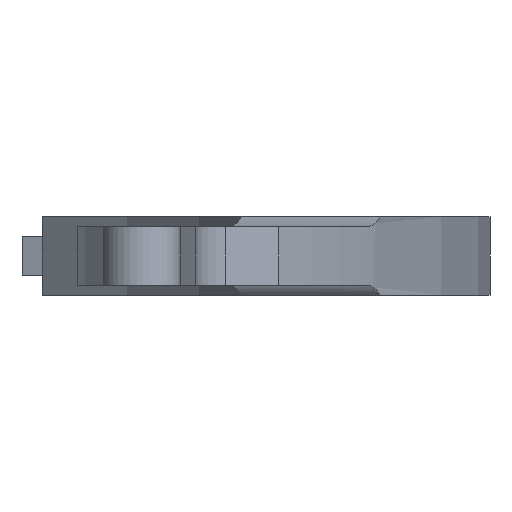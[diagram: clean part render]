
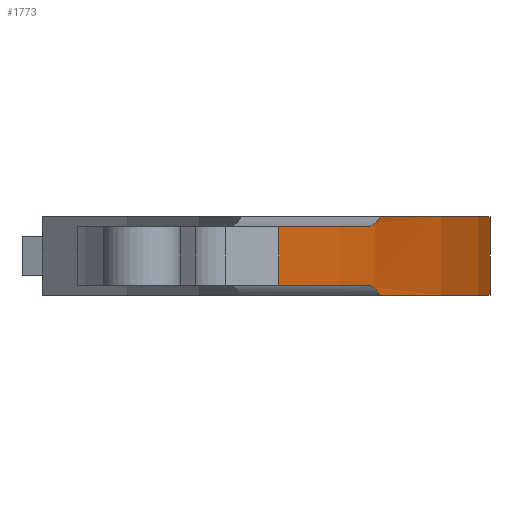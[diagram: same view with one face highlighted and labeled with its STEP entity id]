
A CAD part, front view. The second image highlights one B-rep face of the part: STEP entity #1773.
In plain terms, the highlighted cylindrical face has radius 152.4 mm (diameter 304.8 mm), a partial arc.
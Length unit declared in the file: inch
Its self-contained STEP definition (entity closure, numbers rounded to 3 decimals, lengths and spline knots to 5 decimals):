
#13 = CARTESIAN_POINT ( 'NONE',  ( 5.29829, -2.81569, -0.25 ) ) ;
#14 = EDGE_CURVE ( 'NONE', #2104, #641, #329, .T. ) ;
#29 = B_SPLINE_CURVE_WITH_KNOTS ( 'NONE', 3,
 ( #550, #351, #1328, #1695, #668, #1186, #1684, #853, #1491, #2040 ),
 .UNSPECIFIED., .F., .F.,
 ( 4, 2, 2, 2, 4 ),
 ( 0., 0.00114, 0.00228, 0.00342, 0.00457 ),
 .UNSPECIFIED. ) ;
#41 = CARTESIAN_POINT ( 'NONE',  ( 5.23351, -2.93438, -0.18887 ) ) ;
#94 = AXIS2_PLACEMENT_3D ( 'NONE', #212, #844, #1685 ) ;
#131 = VERTEX_POINT ( 'NONE', #590 ) ;
#147 = CARTESIAN_POINT ( 'NONE',  ( 5.21868, -2.96064, -0.1875 ) ) ;
#170 = EDGE_CURVE ( 'NONE', #757, #1976, #698, .T. ) ;
#212 = CARTESIAN_POINT ( 'NONE',  ( 0., 0., 0.25 ) ) ;
#329 = LINE ( 'NONE', #989, #832 ) ;
#334 = EDGE_CURVE ( 'NONE', #131, #2065, #29, .T. ) ;
#343 = EDGE_LOOP ( 'NONE', ( #592, #538, #1785, #857, #1116, #475, #1194, #1203 ) ) ;
#350 = AXIS2_PLACEMENT_3D ( 'NONE', #1760, #1257, #1582 ) ;
#351 = CARTESIAN_POINT ( 'NONE',  ( 5.29295, -2.82575, 0.23995 ) ) ;
#441 = EDGE_CURVE ( 'NONE', #757, #1714, #1078, .T. ) ;
#472 = CARTESIAN_POINT ( 'NONE',  ( 0., 0., -0.25 ) ) ;
#475 = ORIENTED_EDGE ( 'NONE', *, *, #170, .F. ) ;
#481 = DIRECTION ( 'NONE',  ( 1., 0., 0. ) ) ;
#538 = ORIENTED_EDGE ( 'NONE', *, *, #14, .T. ) ;
#550 = CARTESIAN_POINT ( 'NONE',  ( 5.29829, -2.81569, 0.25 ) ) ;
#590 = CARTESIAN_POINT ( 'NONE',  ( 5.29829, -2.81569, 0.25 ) ) ;
#592 = ORIENTED_EDGE ( 'NONE', *, *, #1303, .T. ) ;
#603 = CIRCLE ( 'NONE', #1313, 6. ) ;
#641 = VERTEX_POINT ( 'NONE', #846 ) ;
#646 = CARTESIAN_POINT ( 'NONE',  ( 5.27497, -2.85917, -0.21554 ) ) ;
#648 = EDGE_CURVE ( 'NONE', #1714, #815, #930, .T. ) ;
#668 = CARTESIAN_POINT ( 'NONE',  ( 5.26854, -2.87101, 0.209 ) ) ;
#672 = CARTESIAN_POINT ( 'NONE',  ( 5.21868, -2.96064, -0.1875 ) ) ;
#692 = FACE_OUTER_BOUND ( 'NONE', #343, .T. ) ;
#698 = LINE ( 'NONE', #1704, #943 ) ;
#752 = DIRECTION ( 'NONE',  ( 0., 0., 1. ) ) ;
#757 = VERTEX_POINT ( 'NONE', #1430 ) ;
#758 = DIRECTION ( 'NONE',  ( 0., 0., 1. ) ) ;
#765 = CARTESIAN_POINT ( 'NONE',  ( 0., 0., -0.1875 ) ) ;
#815 = VERTEX_POINT ( 'NONE', #13 ) ;
#832 = VECTOR ( 'NONE', #1336, 39.37008 ) ;
#844 = DIRECTION ( 'NONE',  ( 0., 0., 1. ) ) ;
#846 = CARTESIAN_POINT ( 'NONE',  ( 6., 0., 0.25 ) ) ;
#853 = CARTESIAN_POINT ( 'NONE',  ( 5.23359, -2.93425, 0.18889 ) ) ;
#857 = ORIENTED_EDGE ( 'NONE', *, *, #334, .T. ) ;
#930 = B_SPLINE_CURVE_WITH_KNOTS ( 'NONE', 3,
 ( #672, #1485, #41, #1815, #1342, #1644, #646, #1176, #1848, #1150 ),
 .UNSPECIFIED., .F., .F.,
 ( 4, 2, 2, 2, 4 ),
 ( 0., 0.00114, 0.00228, 0.00342, 0.00457 ),
 .UNSPECIFIED. ) ;
#943 = VECTOR ( 'NONE', #2070, 39.37008 ) ;
#989 = CARTESIAN_POINT ( 'NONE',  ( 6., 0., -0.1875 ) ) ;
#1078 = CIRCLE ( 'NONE', #350, 6. ) ;
#1080 = AXIS2_PLACEMENT_3D ( 'NONE', #472, #758, #481 ) ;
#1116 = ORIENTED_EDGE ( 'NONE', *, *, #1481, .F. ) ;
#1140 = AXIS2_PLACEMENT_3D ( 'NONE', #765, #1200, #1737 ) ;
#1150 = CARTESIAN_POINT ( 'NONE',  ( 5.29829, -2.81569, -0.25 ) ) ;
#1176 = CARTESIAN_POINT ( 'NONE',  ( 5.28716, -2.83656, -0.23099 ) ) ;
#1186 = CARTESIAN_POINT ( 'NONE',  ( 5.25493, -2.89584, 0.1983 ) ) ;
#1194 = ORIENTED_EDGE ( 'NONE', *, *, #441, .T. ) ;
#1200 = DIRECTION ( 'NONE',  ( 0., 0., 1. ) ) ;
#1203 = ORIENTED_EDGE ( 'NONE', *, *, #648, .T. ) ;
#1217 = CARTESIAN_POINT ( 'NONE',  ( 0., 0., 0.1875 ) ) ;
#1251 = CIRCLE ( 'NONE', #94, 6. ) ;
#1257 = DIRECTION ( 'NONE',  ( 0., 0., 1. ) ) ;
#1303 = EDGE_CURVE ( 'NONE', #815, #2104, #1780, .T. ) ;
#1313 = AXIS2_PLACEMENT_3D ( 'NONE', #1217, #752, #2068 ) ;
#1328 = CARTESIAN_POINT ( 'NONE',  ( 5.28722, -2.83644, 0.23109 ) ) ;
#1336 = DIRECTION ( 'NONE',  ( 0., 0., 1. ) ) ;
#1342 = CARTESIAN_POINT ( 'NONE',  ( 5.25492, -2.89586, -0.19829 ) ) ;
#1430 = CARTESIAN_POINT ( 'NONE',  ( 4.65545, -3.78507, -0.1875 ) ) ;
#1481 = EDGE_CURVE ( 'NONE', #1976, #2065, #603, .T. ) ;
#1485 = CARTESIAN_POINT ( 'NONE',  ( 5.22618, -2.94742, -0.1875 ) ) ;
#1491 = CARTESIAN_POINT ( 'NONE',  ( 5.22618, -2.94742, 0.1875 ) ) ;
#1573 = CARTESIAN_POINT ( 'NONE',  ( 5.21868, -2.96064, 0.1875 ) ) ;
#1582 = DIRECTION ( 'NONE',  ( 1., 0., 0. ) ) ;
#1621 = CARTESIAN_POINT ( 'NONE',  ( 6., 0., -0.25 ) ) ;
#1644 = CARTESIAN_POINT ( 'NONE',  ( 5.26853, -2.87102, -0.20899 ) ) ;
#1684 = CARTESIAN_POINT ( 'NONE',  ( 5.24794, -2.90849, 0.19429 ) ) ;
#1685 = DIRECTION ( 'NONE',  ( 1., 0., 0. ) ) ;
#1695 = CARTESIAN_POINT ( 'NONE',  ( 5.27505, -2.85903, 0.21563 ) ) ;
#1704 = CARTESIAN_POINT ( 'NONE',  ( 4.65545, -3.78507, -0.1875 ) ) ;
#1714 = VERTEX_POINT ( 'NONE', #147 ) ;
#1737 = DIRECTION ( 'NONE',  ( 1., 0., 0. ) ) ;
#1760 = CARTESIAN_POINT ( 'NONE',  ( 0., 0., -0.1875 ) ) ;
#1773 = ADVANCED_FACE ( 'NONE', ( #692 ), #2030, .T. ) ;
#1780 = CIRCLE ( 'NONE', #1080, 6. ) ;
#1785 = ORIENTED_EDGE ( 'NONE', *, *, #1885, .F. ) ;
#1815 = CARTESIAN_POINT ( 'NONE',  ( 5.24786, -2.90864, -0.19425 ) ) ;
#1848 = CARTESIAN_POINT ( 'NONE',  ( 5.29295, -2.82575, -0.23995 ) ) ;
#1885 = EDGE_CURVE ( 'NONE', #131, #641, #1251, .T. ) ;
#1928 = CARTESIAN_POINT ( 'NONE',  ( 4.65545, -3.78507, 0.1875 ) ) ;
#1976 = VERTEX_POINT ( 'NONE', #1928 ) ;
#2030 = CYLINDRICAL_SURFACE ( 'NONE', #1140, 6. ) ;
#2040 = CARTESIAN_POINT ( 'NONE',  ( 5.21868, -2.96064, 0.1875 ) ) ;
#2065 = VERTEX_POINT ( 'NONE', #1573 ) ;
#2068 = DIRECTION ( 'NONE',  ( 1., 0., 0. ) ) ;
#2070 = DIRECTION ( 'NONE',  ( 0., 0., 1. ) ) ;
#2104 = VERTEX_POINT ( 'NONE', #1621 ) ;
